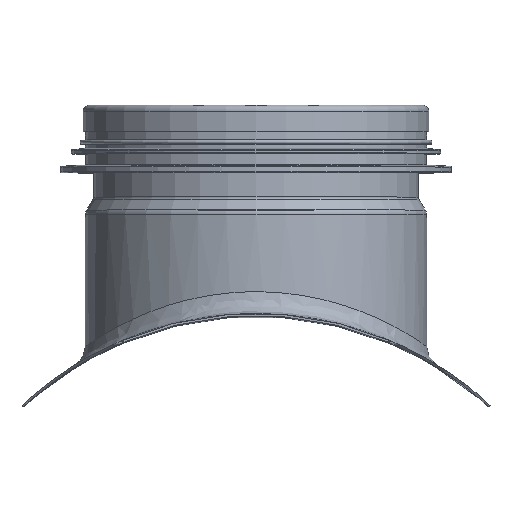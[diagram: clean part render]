
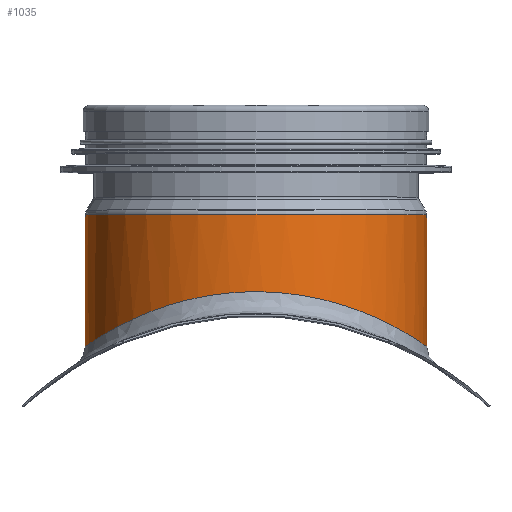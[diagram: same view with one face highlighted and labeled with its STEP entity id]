
A CAD part, top view. The second image highlights one B-rep face of the part: STEP entity #1035.
In plain terms, the highlighted cylindrical face has radius 39.025 mm (diameter 78.05 mm), a full revolution.
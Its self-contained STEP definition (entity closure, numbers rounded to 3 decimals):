
#973=CARTESIAN_POINT('',(0.,84.,-39.025));
#974=VERTEX_POINT('',#973);
#982=CARTESIAN_POINT('',(0.,84.001,-39.025));
#983=CARTESIAN_POINT('',(2.976,84.001,-39.025));
#984=CARTESIAN_POINT('',(8.927,83.589,-38.339));
#985=CARTESIAN_POINT('',(20.069,81.311,-34.357));
#986=CARTESIAN_POINT('',(29.941,77.179,-26.394));
#987=CARTESIAN_POINT('',(36.783,73.101,-14.689));
#988=CARTESIAN_POINT('',(39.528,71.185,-3.043));
#989=CARTESIAN_POINT('',(38.587,71.855,9.019));
#990=CARTESIAN_POINT('',(32.746,75.713,23.58));
#991=CARTESIAN_POINT('',(21.21,81.288,34.364));
#992=CARTESIAN_POINT('',(6.043,84.082,39.178));
#993=CARTESIAN_POINT('',(-6.044,84.089,39.17));
#994=CARTESIAN_POINT('',(-15.517,82.328,36.179));
#995=CARTESIAN_POINT('',(-22.201,80.245,32.263));
#996=CARTESIAN_POINT('',(-31.172,76.705,25.08));
#997=CARTESIAN_POINT('',(-37.754,72.433,13.916));
#998=CARTESIAN_POINT('',(-39.372,71.294,-0.008));
#999=CARTESIAN_POINT('',(-38.336,72.025,-8.923));
#1000=CARTESIAN_POINT('',(-35.368,73.971,-17.245));
#1001=CARTESIAN_POINT('',(-29.184,77.495,-27.004));
#1002=CARTESIAN_POINT('',(-20.068,81.312,-34.358));
#1003=CARTESIAN_POINT('',(-8.928,83.588,-38.339));
#1004=CARTESIAN_POINT('',(-2.976,84.,-39.025));
#1005=CARTESIAN_POINT('',(0.,84.001,-39.025));
#1006=B_SPLINE_CURVE_WITH_KNOTS('',3,(#982,#983,#984,#985,#986,#987,#988,#989,#990,#991,#992,#993,#994,#995,#996,#997,#998,#999,#1000,#1001,#1002,#1003,#1004,#1005),.UNSPECIFIED.,.T.,.U.,(4,1,1,1,1,1,1,1,1,1,1,1,1,1,1,1,1,1,1,1,1,4),(14.104,15.111,16.119,18.133,19.477,20.82,22.163,23.506,26.193,27.536,28.879,30.222,30.894,31.565,34.252,35.259,36.267,37.274,38.282,40.296,41.304,42.311),.UNSPECIFIED.);
#1007=EDGE_CURVE('',#974,#974,#1006,.T.);
#1016=CARTESIAN_POINT('',(0.,85.2,0.0));
#1017=DIRECTION('',(0.,1.0,0.0));
#1018=DIRECTION('',(-1.0,0.0,0.0));
#1019=AXIS2_PLACEMENT_3D('',#1016,#1017,#1018);
#1020=CYLINDRICAL_SURFACE('',#1019,39.025);
#1021=CARTESIAN_POINT('',(-39.025,101.7,0.0));
#1022=VERTEX_POINT('',#1021);
#1023=CARTESIAN_POINT('',(0.,101.7,0.0));
#1024=DIRECTION('',(0.0,1.0,0.0));
#1025=DIRECTION('',(-1.0,0.0,0.0));
#1026=AXIS2_PLACEMENT_3D('',#1023,#1024,#1025);
#1027=CIRCLE('',#1026,39.025);
#1028=EDGE_CURVE('',#1022,#1022,#1027,.T.);
#1029=ORIENTED_EDGE('',*,*,#1028,.F.);
#1030=EDGE_LOOP('',(#1029));
#1031=FACE_OUTER_BOUND('',#1030,.T.);
#1032=ORIENTED_EDGE('',*,*,#1007,.F.);
#1033=EDGE_LOOP('',(#1032));
#1034=FACE_BOUND('',#1033,.T.);
#1035=ADVANCED_FACE('',(#1031,#1034),#1020,.T.);
